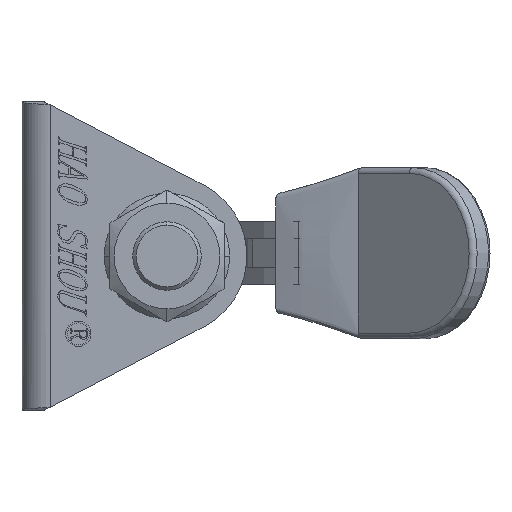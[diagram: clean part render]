
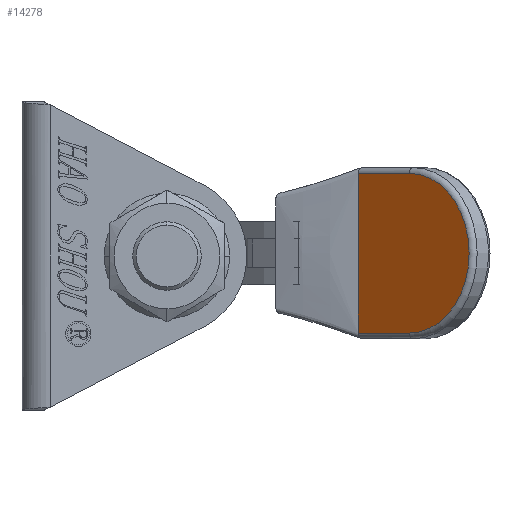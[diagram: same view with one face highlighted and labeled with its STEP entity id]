
A CAD part, left-side view. The second image highlights one B-rep face of the part: STEP entity #14278.
In plain terms, the highlighted face is planar.
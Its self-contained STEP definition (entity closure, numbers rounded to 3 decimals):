
#200 = EDGE_CURVE ( 'NONE', #22573, #22576, #19914, .T. ) ;
#212 = EDGE_CURVE ( 'NONE', #22576, #22578, #19950, .T. ) ;
#213 = EDGE_CURVE ( 'NONE', #22578, #22585, #19954, .T. ) ;
#214 = EDGE_CURVE ( 'NONE', #22585, #22573, #19957, .T. ) ;
#921 = ORIENTED_EDGE ( 'NONE', *, *, #214, .T. ) ;
#922 = ORIENTED_EDGE ( 'NONE', *, *, #213, .T. ) ;
#923 = ORIENTED_EDGE ( 'NONE', *, *, #212, .T. ) ;
#924 = ORIENTED_EDGE ( 'NONE', *, *, #200, .T. ) ;
#4944 = AXIS2_PLACEMENT_3D ( 'NONE', #16746, #16755, #16756 ) ;
#7277 = AXIS2_PLACEMENT_3D ( 'NONE', #12910, #12995, #12960 ) ;
#11215 = FACE_OUTER_BOUND ( 'NONE', #22746, .T. ) ;
#11850 = CARTESIAN_POINT ( 'NONE',  ( 7., 6., 1.25 ) ) ;
#11864 = DIRECTION ( 'NONE',  ( 0., -1., 0. ) ) ;
#11865 = CARTESIAN_POINT ( 'NONE',  ( -7., 6., 1.25 ) ) ;
#11881 = DIRECTION ( 'NONE',  ( 1., 0., 0. ) ) ;
#11883 = CARTESIAN_POINT ( 'NONE',  ( 0., 0., 1.25 ) ) ;
#12910 = CARTESIAN_POINT ( 'NONE',  ( 0., 6., 1.25 ) ) ;
#12912 = DIRECTION ( 'NONE',  ( 0., 1., 0. ) ) ;
#12960 = DIRECTION ( 'NONE',  ( -1., 0., 0. ) ) ;
#12995 = DIRECTION ( 'NONE',  ( 0., 0., 1. ) ) ;
#14278 = ADVANCED_FACE ( 'NONE', ( #11215 ), #16753, .F. ) ;
#16746 = CARTESIAN_POINT ( 'NONE',  ( 0., 6., 1.25 ) ) ;
#16753 = PLANE ( 'NONE',  #4944 ) ;
#16755 = DIRECTION ( 'NONE',  ( 0., 0., -1. ) ) ;
#16756 = DIRECTION ( 'NONE',  ( -1., 0., 0. ) ) ;
#19897 = VECTOR ( 'NONE', #11881, 1000. ) ;
#19914 = LINE ( 'NONE', #11883, #19897 ) ;
#19950 = LINE ( 'NONE', #11850, #19955 ) ;
#19954 = CIRCLE ( 'NONE', #7277, 7. ) ;
#19955 = VECTOR ( 'NONE', #12912, 1000. ) ;
#19957 = LINE ( 'NONE', #11865, #19961 ) ;
#19961 = VECTOR ( 'NONE', #11864, 1000. ) ;
#21132 = CARTESIAN_POINT ( 'NONE',  ( -7., 0., 1.25 ) ) ;
#21135 = CARTESIAN_POINT ( 'NONE',  ( 7., 0., 1.25 ) ) ;
#21137 = CARTESIAN_POINT ( 'NONE',  ( 7., 6., 1.25 ) ) ;
#21144 = CARTESIAN_POINT ( 'NONE',  ( -7., 6., 1.25 ) ) ;
#22573 = VERTEX_POINT ( 'NONE', #21132 ) ;
#22576 = VERTEX_POINT ( 'NONE', #21135 ) ;
#22578 = VERTEX_POINT ( 'NONE', #21137 ) ;
#22585 = VERTEX_POINT ( 'NONE', #21144 ) ;
#22746 = EDGE_LOOP ( 'NONE', ( #924, #923, #922, #921 ) ) ;
